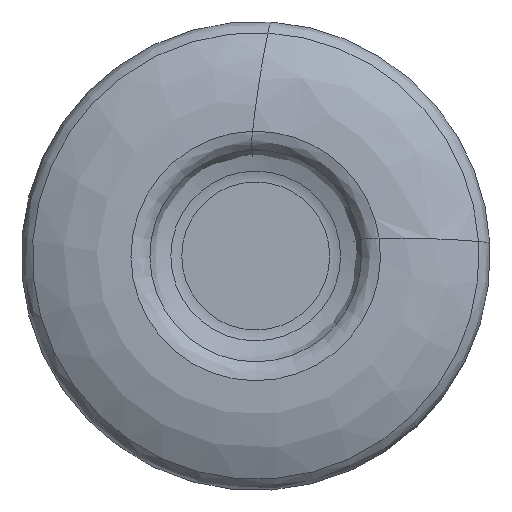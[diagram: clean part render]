
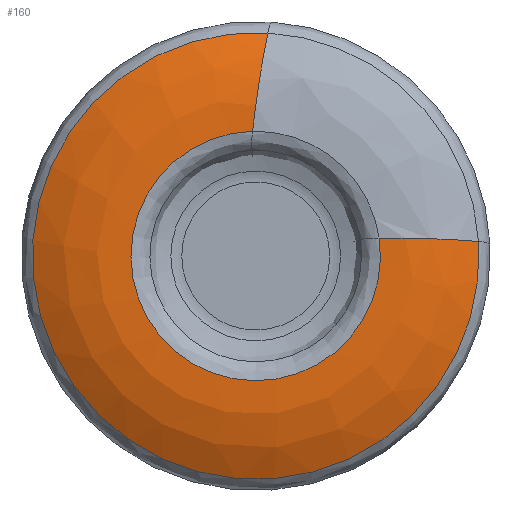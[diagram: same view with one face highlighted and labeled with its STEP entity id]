
A CAD part, left-side view. The second image highlights one B-rep face of the part: STEP entity #160.
In plain terms, the highlighted free-form (B-spline) face has degree [3, 3] with [4, 7] control points.
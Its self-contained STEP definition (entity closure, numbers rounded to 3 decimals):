
#34=(
BOUNDED_SURFACE()
B_SPLINE_SURFACE(3,3,((#905,#906,#907,#908,#909,#910,#911),(#912,#913,#914,
#915,#916,#917,#918),(#919,#920,#921,#922,#923,#924,#925),(#926,#927,#928,
#929,#930,#931,#932)),.UNSPECIFIED.,.F.,.F.,.F.)
B_SPLINE_SURFACE_WITH_KNOTS((4,4),(4,3,4),(0.,1.),(0.,0.5,1.),
 .UNSPECIFIED.)
GEOMETRIC_REPRESENTATION_ITEM()
RATIONAL_B_SPLINE_SURFACE(((1.,0.57,0.57,1.,0.57,
0.57,1.),(0.971,0.554,0.554,
0.971,0.554,0.554,0.971),
(0.971,0.554,0.554,0.971,
0.554,0.554,0.971),(1.,0.57,
0.57,1.,0.57,0.57,1.)))
REPRESENTATION_ITEM('')
SURFACE()
);
#160=ADVANCED_FACE('',(#182),#34,.F.);
#182=FACE_OUTER_BOUND('',#242,.T.);
#242=EDGE_LOOP('',(#308,#309,#310,#311));
#308=ORIENTED_EDGE('',*,*,#430,.F.);
#309=ORIENTED_EDGE('',*,*,#431,.F.);
#310=ORIENTED_EDGE('',*,*,#428,.T.);
#311=ORIENTED_EDGE('',*,*,#432,.F.);
#387=VERTEX_POINT('',#848);
#389=VERTEX_POINT('',#852);
#390=VERTEX_POINT('',#901);
#391=VERTEX_POINT('',#902);
#428=EDGE_CURVE('',#389,#387,#482,.T.);
#430=EDGE_CURVE('',#390,#391,#484,.T.);
#431=EDGE_CURVE('',#389,#390,#485,.T.);
#432=EDGE_CURVE('',#391,#387,#486,.T.);
#482=CIRCLE('',#557,10.638);
#484=CIRCLE('',#559,19.045);
#485=CIRCLE('',#560,15.);
#486=CIRCLE('',#561,15.);
#557=AXIS2_PLACEMENT_3D('',#870,#682,#683);
#559=AXIS2_PLACEMENT_3D('',#900,#686,#687);
#560=AXIS2_PLACEMENT_3D('',#903,#688,#689);
#561=AXIS2_PLACEMENT_3D('',#904,#690,#691);
#682=DIRECTION('',(1.,0.,0.));
#683=DIRECTION('',(0.,-0.99,0.144));
#686=DIRECTION('',(1.,0.,0.));
#687=DIRECTION('',(0.,-0.998,0.065));
#688=DIRECTION('',(0.139,0.,0.99));
#689=DIRECTION('',(0.99,0.,-0.139));
#690=DIRECTION('',(-0.139,-0.983,-0.118));
#691=DIRECTION('',(0.99,-0.138,-0.017));
#848=CARTESIAN_POINT('',(0.019,0.269,10.634));
#852=CARTESIAN_POINT('',(0.019,-10.527,1.533));
#870=CARTESIAN_POINT('',(0.019,0.,0.));
#900=CARTESIAN_POINT('',(2.113,0.,0.));
#901=CARTESIAN_POINT('',(2.113,-19.005,1.239));
#902=CARTESIAN_POINT('',(2.113,-1.032,19.017));
#903=CARTESIAN_POINT('',(14.854,-11.294,-0.552));
#904=CARTESIAN_POINT('',(14.854,-1.892,11.148));
#905=CARTESIAN_POINT('',(0.019,-10.527,1.533));
#906=CARTESIAN_POINT('',(0.019,-12.203,-9.978));
#907=CARTESIAN_POINT('',(0.019,-2.037,-15.631));
#908=CARTESIAN_POINT('',(0.019,6.856,-8.133));
#909=CARTESIAN_POINT('',(0.019,15.75,-0.636));
#910=CARTESIAN_POINT('',(0.019,11.898,10.34));
#911=CARTESIAN_POINT('',(0.019,0.269,10.634));
#912=CARTESIAN_POINT('',(-0.133,-13.522,1.554));
#913=CARTESIAN_POINT('',(-0.133,-15.222,-13.232));
#914=CARTESIAN_POINT('',(-0.133,-2.002,-20.069));
#915=CARTESIAN_POINT('',(-0.133,9.083,-10.137));
#916=CARTESIAN_POINT('',(-0.133,20.168,-0.205));
#917=CARTESIAN_POINT('',(-0.133,14.817,13.683));
#918=CARTESIAN_POINT('',(-0.133,-0.066,13.611));
#919=CARTESIAN_POINT('',(0.586,-16.432,1.453));
#920=CARTESIAN_POINT('',(0.586,-18.021,-16.515));
#921=CARTESIAN_POINT('',(0.586,-1.788,-24.379));
#922=CARTESIAN_POINT('',(0.586,11.327,-11.993));
#923=CARTESIAN_POINT('',(0.586,24.441,0.392));
#924=CARTESIAN_POINT('',(0.586,17.517,17.049));
#925=CARTESIAN_POINT('',(0.586,-0.513,16.488));
#926=CARTESIAN_POINT('',(2.113,-19.005,1.239));
#927=CARTESIAN_POINT('',(2.113,-20.36,-19.542));
#928=CARTESIAN_POINT('',(2.113,-1.412,-28.186));
#929=CARTESIAN_POINT('',(2.113,13.393,-13.54));
#930=CARTESIAN_POINT('',(2.113,28.199,1.105));
#931=CARTESIAN_POINT('',(2.113,19.763,20.145));
#932=CARTESIAN_POINT('',(2.113,-1.032,19.017));
